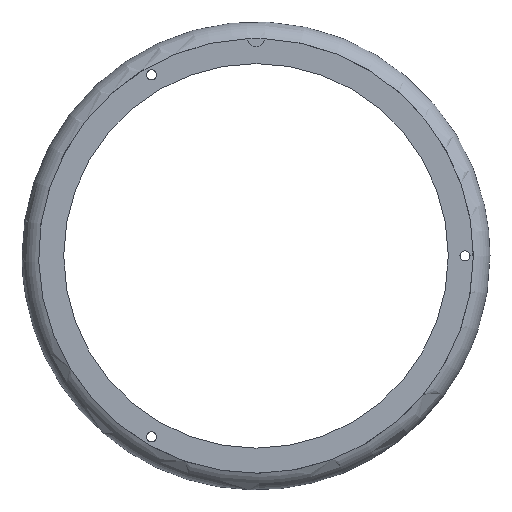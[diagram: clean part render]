
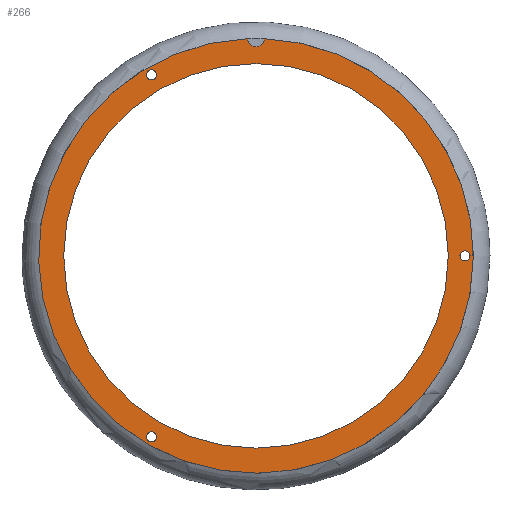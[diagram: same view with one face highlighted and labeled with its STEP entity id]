
A CAD part, front view. The second image highlights one B-rep face of the part: STEP entity #266.
In plain terms, the highlighted planar face has unit normal (0, -1, 0).
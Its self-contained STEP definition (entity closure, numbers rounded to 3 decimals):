
#29=FACE_BOUND('',#71,.T.);
#30=FACE_BOUND('',#72,.T.);
#31=FACE_BOUND('',#73,.T.);
#32=FACE_BOUND('',#74,.T.);
#38=PLANE('',#309);
#48=FACE_OUTER_BOUND('',#70,.T.);
#70=EDGE_LOOP('',(#207,#208));
#71=EDGE_LOOP('',(#209));
#72=EDGE_LOOP('',(#210));
#73=EDGE_LOOP('',(#211));
#74=EDGE_LOOP('',(#212));
#104=CIRCLE('',#292,57.5);
#111=CIRCLE('',#303,1.5);
#112=CIRCLE('',#305,2.5);
#115=CIRCLE('',#310,65.);
#116=CIRCLE('',#311,1.5);
#117=CIRCLE('',#312,1.5);
#126=VERTEX_POINT('',#424);
#134=VERTEX_POINT('',#489);
#135=VERTEX_POINT('',#493);
#136=VERTEX_POINT('',#494);
#139=VERTEX_POINT('',#505);
#140=VERTEX_POINT('',#507);
#148=EDGE_CURVE('',#126,#126,#104,.T.);
#158=EDGE_CURVE('',#134,#134,#111,.T.);
#160=EDGE_CURVE('',#135,#136,#112,.T.);
#165=EDGE_CURVE('',#135,#136,#115,.T.);
#166=EDGE_CURVE('',#139,#139,#116,.T.);
#167=EDGE_CURVE('',#140,#140,#117,.T.);
#207=ORIENTED_EDGE('',*,*,#160,.T.);
#208=ORIENTED_EDGE('',*,*,#165,.F.);
#209=ORIENTED_EDGE('',*,*,#166,.T.);
#210=ORIENTED_EDGE('',*,*,#167,.T.);
#211=ORIENTED_EDGE('',*,*,#148,.T.);
#212=ORIENTED_EDGE('',*,*,#158,.T.);
#266=ADVANCED_FACE('',(#48,#29,#30,#31,#32),#38,.T.);
#292=AXIS2_PLACEMENT_3D('',#425,#336,#337);
#303=AXIS2_PLACEMENT_3D('',#490,#360,#361);
#305=AXIS2_PLACEMENT_3D('',#495,#365,#366);
#309=AXIS2_PLACEMENT_3D('',#503,#375,#376);
#310=AXIS2_PLACEMENT_3D('',#504,#377,#378);
#311=AXIS2_PLACEMENT_3D('',#506,#379,#380);
#312=AXIS2_PLACEMENT_3D('',#508,#381,#382);
#336=DIRECTION('center_axis',(0.,1.,0.));
#337=DIRECTION('ref_axis',(-1.,0.,0.));
#360=DIRECTION('center_axis',(0.,1.,0.));
#361=DIRECTION('ref_axis',(1.,0.,0.));
#365=DIRECTION('center_axis',(0.,1.,0.));
#366=DIRECTION('ref_axis',(1.,0.,0.));
#375=DIRECTION('center_axis',(0.,-1.,0.));
#376=DIRECTION('ref_axis',(1.,0.,0.));
#377=DIRECTION('center_axis',(0.,1.,0.));
#378=DIRECTION('ref_axis',(1.,0.,0.));
#379=DIRECTION('center_axis',(0.,1.,0.));
#380=DIRECTION('ref_axis',(-0.5,0.,0.866));
#381=DIRECTION('center_axis',(0.,1.,0.));
#382=DIRECTION('ref_axis',(-0.5,0.,-0.866));
#424=CARTESIAN_POINT('',(57.5,5.,0.));
#425=CARTESIAN_POINT('Origin',(0.,5.,0.));
#489=CARTESIAN_POINT('',(61.,5.,0.));
#490=CARTESIAN_POINT('Origin',(62.5,5.,0.));
#493=CARTESIAN_POINT('',(2.5,5.,64.952));
#494=CARTESIAN_POINT('',(-2.5,5.,64.952));
#495=CARTESIAN_POINT('Origin',(0.,5.,65.));
#503=CARTESIAN_POINT('Origin',(0.,5.,0.));
#504=CARTESIAN_POINT('Origin',(0.,5.,0.));
#505=CARTESIAN_POINT('',(-30.5,5.,52.828));
#506=CARTESIAN_POINT('Origin',(-31.25,5.,54.127));
#507=CARTESIAN_POINT('',(-30.5,5.,-52.828));
#508=CARTESIAN_POINT('Origin',(-31.25,5.,-54.127));
